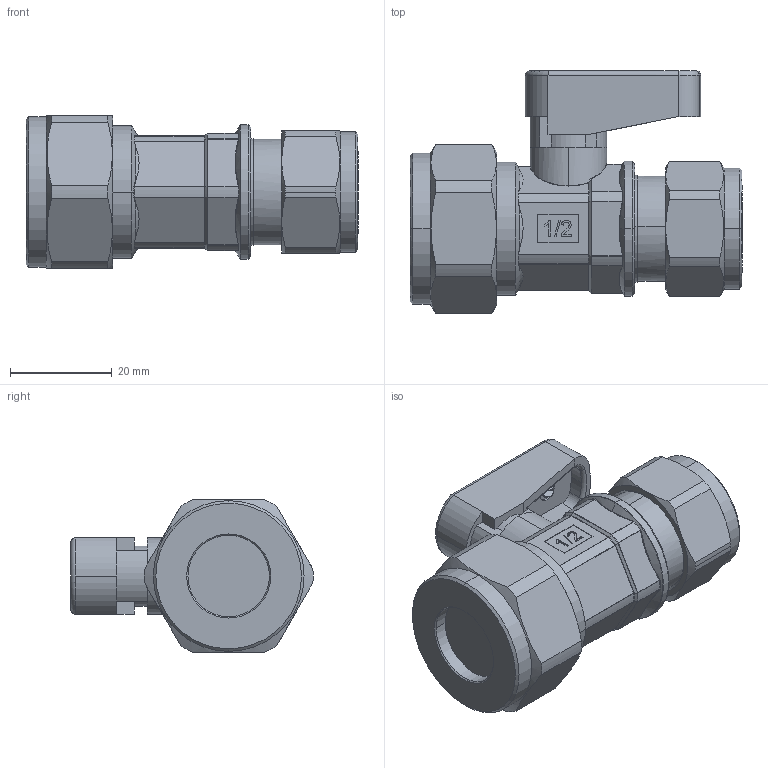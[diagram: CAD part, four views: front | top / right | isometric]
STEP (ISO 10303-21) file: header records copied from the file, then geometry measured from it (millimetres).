
FILE_DESCRIPTION (( 'STEP AP214' ), '1' );
FILE_NAME ('0645000016.step', '2012-10-02T16:34:46', ( '' ), ( '' ), 'SwSTEP 2.0', 'SolidWorks 2012', '' );
FILE_SCHEMA (( 'AUTOMOTIVE_DESIGN' ));
Products named in the file (1): 0645000016
Bounding box: 65.2 x 47.59 x 30 mm (x, y, z)
Volume: 37962.3 mm3; surface area: 11956.3 mm2
Topology: 3 solids, 3 shells, 1060 faces, 2693 edges, 1676 vertices
Faces by surface type: plane 430, bspline 344, cylinder 149, torus 60, cone 57, sphere 20
Entity records: 45108 total; most frequent: CARTESIAN_POINT 22172, ORIENTED_EDGE 5316, DIRECTION 3800, EDGE_CURVE 2658, VERTEX_POINT 1676, LINE 1350, VECTOR 1350, AXIS2_PLACEMENT_3D 1225
